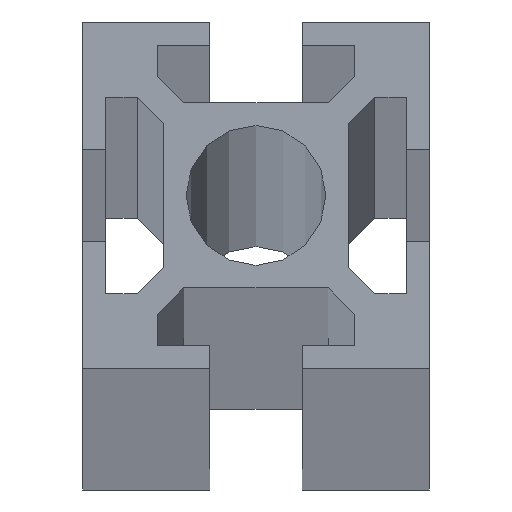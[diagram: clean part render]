
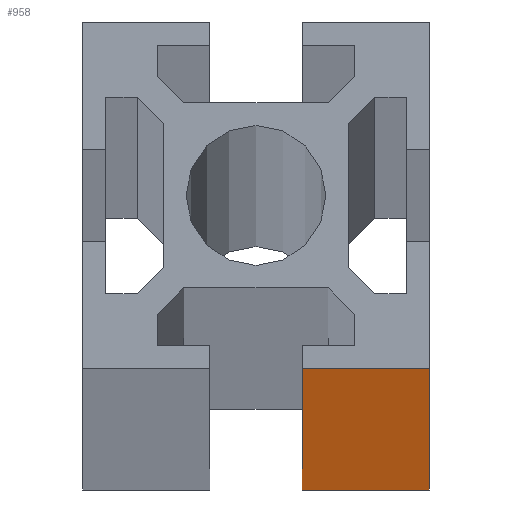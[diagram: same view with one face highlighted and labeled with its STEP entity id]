
A CAD part, top view. The second image highlights one B-rep face of the part: STEP entity #958.
In plain terms, the highlighted planar face has unit normal (0, -1, 0).
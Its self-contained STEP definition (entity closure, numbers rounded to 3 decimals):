
#13 = FACE_OUTER_BOUND ( 'NONE', #233, .T. ) ;
#86 = CARTESIAN_POINT ( 'NONE',  ( 4., -15., -6000. ) ) ;
#87 = DIRECTION ( 'NONE',  ( 0., 0., 1. ) ) ;
#126 = CARTESIAN_POINT ( 'NONE',  ( 15., -15., -6000. ) ) ;
#127 = DIRECTION ( 'NONE',  ( 0., 0., 1. ) ) ;
#233 = EDGE_LOOP ( 'NONE', ( #451, #452, #453, #454 ) ) ;
#405 = LINE ( 'NONE', #126, #406 ) ;
#406 = VECTOR ( 'NONE', #127, 1000. ) ;
#451 = ORIENTED_EDGE ( 'NONE', *, *, #1202, .F. ) ;
#452 = ORIENTED_EDGE ( 'NONE', *, *, #1140, .F. ) ;
#453 = ORIENTED_EDGE ( 'NONE', *, *, #1197, .T. ) ;
#454 = ORIENTED_EDGE ( 'NONE', *, *, #568, .T. ) ;
#520 = PLANE ( 'NONE',  #889 ) ;
#521 = CARTESIAN_POINT ( 'NONE',  ( 15., -15., -6000. ) ) ;
#522 = DIRECTION ( 'NONE',  ( 0., -1., 0. ) ) ;
#523 = DIRECTION ( 'NONE',  ( 0., 0., -1. ) ) ;
#568 = EDGE_CURVE ( 'NONE', #1412, #1411, #405, .T. ) ;
#737 = CARTESIAN_POINT ( 'NONE',  ( 15., -15., 0. ) ) ;
#738 = CARTESIAN_POINT ( 'NONE',  ( 15., -15., -6000. ) ) ;
#739 = CARTESIAN_POINT ( 'NONE',  ( 4., -15., 0. ) ) ;
#740 = CARTESIAN_POINT ( 'NONE',  ( 4., -15., -6000. ) ) ;
#889 = AXIS2_PLACEMENT_3D ( 'NONE', #521, #522, #523 ) ;
#958 = ADVANCED_FACE ( 'NONE', ( #13 ), #520, .T. ) ;
#1066 = CARTESIAN_POINT ( 'NONE',  ( 15., -15., -6000. ) ) ;
#1067 = DIRECTION ( 'NONE',  ( 1., 0., 0. ) ) ;
#1076 = CARTESIAN_POINT ( 'NONE',  ( 15., -15., 0. ) ) ;
#1077 = DIRECTION ( 'NONE',  ( 1., 0., 0. ) ) ;
#1135 = LINE ( 'NONE', #86, #1136 ) ;
#1136 = VECTOR ( 'NONE', #87, 1000. ) ;
#1140 = EDGE_CURVE ( 'NONE', #1414, #1413, #1135, .T. ) ;
#1182 = LINE ( 'NONE', #1066, #1183 ) ;
#1183 = VECTOR ( 'NONE', #1067, 1000. ) ;
#1197 = EDGE_CURVE ( 'NONE', #1414, #1412, #1182, .T. ) ;
#1202 = EDGE_CURVE ( 'NONE', #1413, #1411, #1440, .T. ) ;
#1411 = VERTEX_POINT ( 'NONE', #737 ) ;
#1412 = VERTEX_POINT ( 'NONE', #738 ) ;
#1413 = VERTEX_POINT ( 'NONE', #739 ) ;
#1414 = VERTEX_POINT ( 'NONE', #740 ) ;
#1440 = LINE ( 'NONE', #1076, #1441 ) ;
#1441 = VECTOR ( 'NONE', #1077, 1000. ) ;
